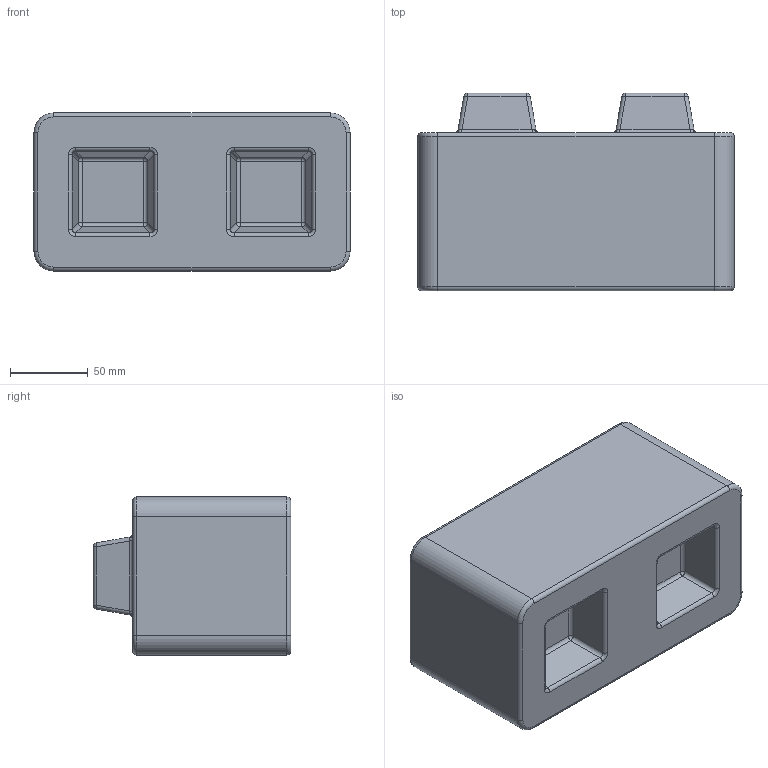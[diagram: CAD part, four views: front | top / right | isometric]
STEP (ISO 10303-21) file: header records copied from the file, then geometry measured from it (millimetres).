
FILE_DESCRIPTION (( 'STEP AP214' ), '1' );
FILE_NAME ('am-4007 LR20 Building Block.STEP', '2018-11-13T17:18:05', ( '' ), ( '' ), 'SwSTEP 2.0', 'SolidWorks 2018', '' );
FILE_SCHEMA (( 'AUTOMOTIVE_DESIGN' ));
Length unit declared in the file: inch
Products named in the file (1): am-4007 LR20 Building Block
Bounding box: 203.2 x 127 x 101.6 mm (x, y, z)
Volume: 283114.4 mm3; surface area: 222972.8 mm2
Topology: 1 solids, 2 shells, 196 faces, 448 edges, 240 vertices
Faces by surface type: cylinder 88, plane 52, bspline 24, sphere 24, torus 8
Entity records: 5642 total; most frequent: CARTESIAN_POINT 1557, DIRECTION 858, ORIENTED_EDGE 848, EDGE_CURVE 424, AXIS2_PLACEMENT_3D 325, VERTEX_POINT 240, VECTOR 208, LINE 208
